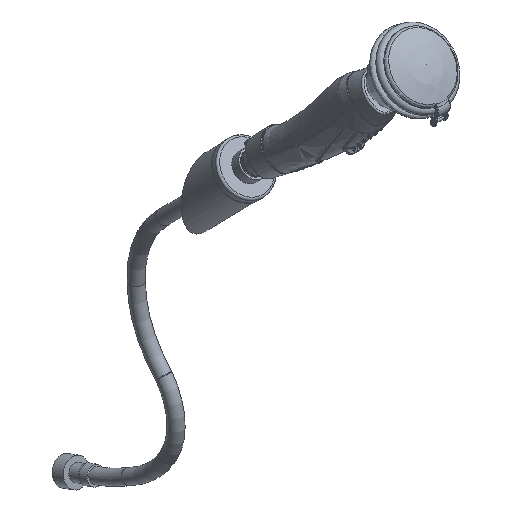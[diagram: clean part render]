
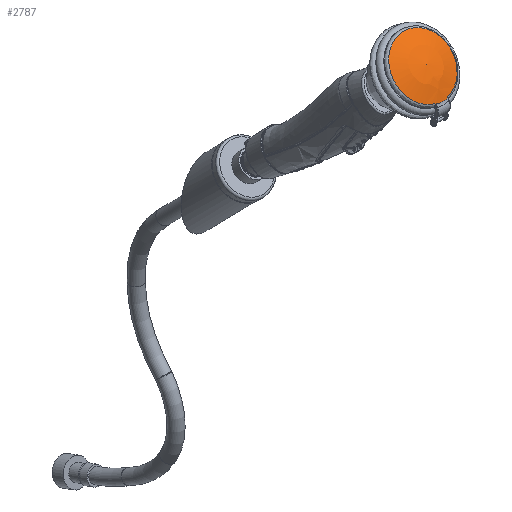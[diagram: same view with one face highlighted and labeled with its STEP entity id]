
A CAD part, isometric view. The second image highlights one B-rep face of the part: STEP entity #2787.
In plain terms, the highlighted spherical face has radius 75.44 mm.
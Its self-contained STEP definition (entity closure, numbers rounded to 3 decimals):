
#166=SPHERICAL_SURFACE('',#12890,75.44);
#2787=ADVANCED_FACE('',(#3714),#166,.T.);
#3714=FACE_OUTER_BOUND('',#4559,.T.);
#4559=EDGE_LOOP('',(#5651,#5652,#5653,#5654));
#5651=ORIENTED_EDGE('',*,*,#10362,.T.);
#5652=ORIENTED_EDGE('',*,*,#10363,.T.);
#5653=ORIENTED_EDGE('',*,*,#10364,.T.);
#5654=ORIENTED_EDGE('',*,*,#10365,.T.);
#9252=VERTEX_POINT('',#17749);
#9253=VERTEX_POINT('',#17750);
#9254=VERTEX_POINT('',#17752);
#9255=VERTEX_POINT('',#17754);
#10362=EDGE_CURVE('',#9252,#9253,#12139,.T.);
#10363=EDGE_CURVE('',#9253,#9254,#12140,.T.);
#10364=EDGE_CURVE('',#9254,#9255,#12141,.T.);
#10365=EDGE_CURVE('',#9255,#9252,#12142,.T.);
#12139=CIRCLE('',#12886,28.876);
#12140=CIRCLE('',#12887,75.217);
#12141=CIRCLE('',#12888,28.379);
#12142=CIRCLE('',#12889,75.217);
#12886=AXIS2_PLACEMENT_3D('',#17748,#14131,#14132);
#12887=AXIS2_PLACEMENT_3D('',#17751,#14133,#14134);
#12888=AXIS2_PLACEMENT_3D('',#17753,#14135,#14136);
#12889=AXIS2_PLACEMENT_3D('',#17755,#14137,#14138);
#12890=AXIS2_PLACEMENT_3D('',#17756,#14139,#14140);
#14131=DIRECTION('',(0.,-0.731,0.683));
#14132=DIRECTION('',(0.,-0.683,-0.731));
#14133=DIRECTION('',(-1.,0.,0.));
#14134=DIRECTION('',(0.,-0.731,0.683));
#14135=DIRECTION('',(0.,-0.731,0.683));
#14136=DIRECTION('',(0.,-0.683,-0.731));
#14137=DIRECTION('',(1.,0.,0.));
#14138=DIRECTION('',(0.,0.731,-0.683));
#14139=DIRECTION('',(0.,-0.731,0.683));
#14140=DIRECTION('',(0.,-0.683,-0.731));
#17748=CARTESIAN_POINT('',(0.,-218.952,219.326));
#17749=CARTESIAN_POINT('',(-5.788,-238.268,198.657));
#17750=CARTESIAN_POINT('',(5.788,-238.268,198.657));
#17751=CARTESIAN_POINT('',(5.788,-168.032,171.74));
#17752=CARTESIAN_POINT('',(5.788,-238.07,199.168));
#17753=CARTESIAN_POINT('',(0.,-219.101,219.466));
#17754=CARTESIAN_POINT('',(-5.788,-238.07,199.168));
#17755=CARTESIAN_POINT('',(-5.788,-168.032,171.74));
#17756=CARTESIAN_POINT('',(0.,-168.032,171.74));
